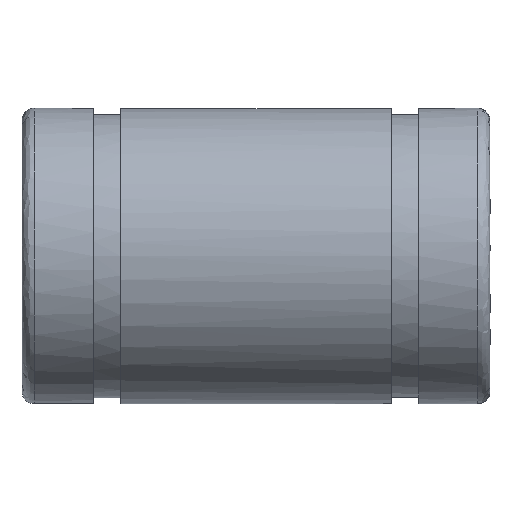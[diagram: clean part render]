
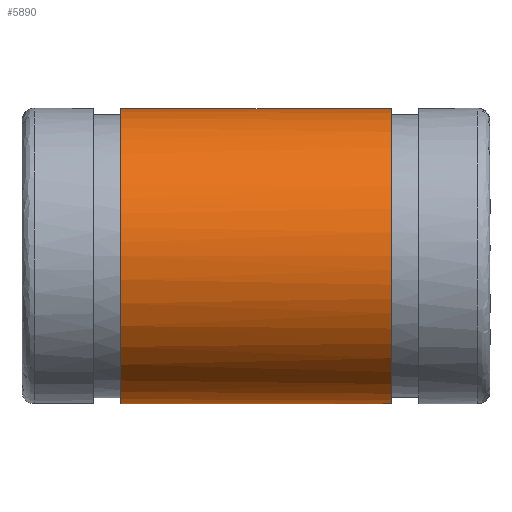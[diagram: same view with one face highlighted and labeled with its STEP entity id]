
A CAD part, front view. The second image highlights one B-rep face of the part: STEP entity #5890.
In plain terms, the highlighted free-form (B-spline) face has degree [3, 1] with [7, 2] control points.
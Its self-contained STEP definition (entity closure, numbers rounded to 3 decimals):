
#5150 = CARTESIAN_POINT ('', (4., -6., 0.));
#5160 = VERTEX_POINT ('', #5150);
#5170 = CARTESIAN_POINT ('', (4., 6., 0.));
#5180 = VERTEX_POINT ('', #5170);
#5190 = CARTESIAN_POINT ('', (4., -6., 0.));
#5200 = CARTESIAN_POINT ('', (4., -6., -12.));
#5210 = CARTESIAN_POINT ('', (4., 6., -12.));
#5220 = CARTESIAN_POINT ('', (4., 6., 0.));
#5230 = (
   BOUNDED_CURVE ()
   B_SPLINE_CURVE (3, (#5190, #5200, #5210, #5220), .UNSPECIFIED., .F., .U.)
   B_SPLINE_CURVE_WITH_KNOTS ((4, 4), (0., 1.), .UNSPECIFIED.)
   CURVE ()
   GEOMETRIC_REPRESENTATION_ITEM ()
   RATIONAL_B_SPLINE_CURVE ((1., 0.333, 0.333, 1.))
   REPRESENTATION_ITEM ('')
);
#5240 = EDGE_CURVE ('', #5160, #5180, #5230, .T.);
#5260 = CARTESIAN_POINT ('', (4., 6., 0.));
#5270 = CARTESIAN_POINT ('', (4., 6., 12.));
#5280 = CARTESIAN_POINT ('', (4., -6., 12.));
#5290 = CARTESIAN_POINT ('', (4., -6., 0.));
#5300 = (
   BOUNDED_CURVE ()
   B_SPLINE_CURVE (3, (#5260, #5270, #5280, #5290), .UNSPECIFIED., .F., .U.)
   B_SPLINE_CURVE_WITH_KNOTS ((4, 4), (0., 1.), .UNSPECIFIED.)
   CURVE ()
   GEOMETRIC_REPRESENTATION_ITEM ()
   RATIONAL_B_SPLINE_CURVE ((1., 0.333, 0.333, 1.))
   REPRESENTATION_ITEM ('')
);
#5310 = EDGE_CURVE ('', #5180, #5160, #5300, .T.);
#5460 = CARTESIAN_POINT ('', (15., -6., 0.));
#5470 = VERTEX_POINT ('', #5460);
#5480 = CARTESIAN_POINT ('', (15., 6., 0.));
#5490 = VERTEX_POINT ('', #5480);
#5500 = CARTESIAN_POINT ('', (15., -6., 0.));
#5510 = CARTESIAN_POINT ('', (15., -6., 12.));
#5520 = CARTESIAN_POINT ('', (15., 6., 12.));
#5530 = CARTESIAN_POINT ('', (15., 6., 0.));
#5540 = (
   BOUNDED_CURVE ()
   B_SPLINE_CURVE (3, (#5500, #5510, #5520, #5530), .UNSPECIFIED., .F., .U.)
   B_SPLINE_CURVE_WITH_KNOTS ((4, 4), (0., 1.), .UNSPECIFIED.)
   CURVE ()
   GEOMETRIC_REPRESENTATION_ITEM ()
   RATIONAL_B_SPLINE_CURVE ((1., 0.333, 0.333, 1.))
   REPRESENTATION_ITEM ('')
);
#5550 = EDGE_CURVE ('', #5470, #5490, #5540, .T.);
#5560 = ORIENTED_EDGE ('', *, *, #5550, .T.);
#5570 = CARTESIAN_POINT ('', (15., 6., 0.));
#5580 = CARTESIAN_POINT ('', (4., 6., 0.));
#5590 = B_SPLINE_CURVE_WITH_KNOTS ('', 1, (#5570, #5580), .UNSPECIFIED., .F., .U., (2, 2), (0., 1.), .UNSPECIFIED.);
#5600 = EDGE_CURVE ('', #5490, #5180, #5590, .T.);
#5610 = ORIENTED_EDGE ('', *, *, #5600, .T.);
#5620 = ORIENTED_EDGE ('', *, *, #5310, .T.);
#5630 = ORIENTED_EDGE ('', *, *, #5240, .T.);
#5640 = ORIENTED_EDGE ('', *, *, #5600, .F.);
#5650 = CARTESIAN_POINT ('', (15., 6., 0.));
#5660 = CARTESIAN_POINT ('', (15., 6., -12.));
#5670 = CARTESIAN_POINT ('', (15., -6., -12.));
#5680 = CARTESIAN_POINT ('', (15., -6., 0.));
#5690 = (
   BOUNDED_CURVE ()
   B_SPLINE_CURVE (3, (#5650, #5660, #5670, #5680), .UNSPECIFIED., .F., .U.)
   B_SPLINE_CURVE_WITH_KNOTS ((4, 4), (0., 1.), .UNSPECIFIED.)
   CURVE ()
   GEOMETRIC_REPRESENTATION_ITEM ()
   RATIONAL_B_SPLINE_CURVE ((1., 0.333, 0.333, 1.))
   REPRESENTATION_ITEM ('')
);
#5700 = EDGE_CURVE ('', #5490, #5470, #5690, .T.);
#5710 = ORIENTED_EDGE ('', *, *, #5700, .T.);
#5720 = EDGE_LOOP ('', (#5560, #5610, #5620, #5630, #5640, #5710));
#5730 = FACE_OUTER_BOUND ('', #5720, .T.);
#5740 = CARTESIAN_POINT ('', (2.9, 6., 0.));
#5750 = CARTESIAN_POINT ('', (16.1, 6., 0.));
#5760 = CARTESIAN_POINT ('', (2.9, 6., 12.));
#5770 = CARTESIAN_POINT ('', (16.1, 6., 12.));
#5780 = CARTESIAN_POINT ('', (2.9, -6., 12.));
#5790 = CARTESIAN_POINT ('', (16.1, -6., 12.));
#5800 = CARTESIAN_POINT ('', (2.9, -6., 0.));
#5810 = CARTESIAN_POINT ('', (16.1, -6., 0.));
#5820 = CARTESIAN_POINT ('', (2.9, -6., -12.));
#5830 = CARTESIAN_POINT ('', (16.1, -6., -12.));
#5840 = CARTESIAN_POINT ('', (2.9, 6., -12.));
#5850 = CARTESIAN_POINT ('', (16.1, 6., -12.));
#5860 = CARTESIAN_POINT ('', (2.9, 6., 0.));
#5870 = CARTESIAN_POINT ('', (16.1, 6., 0.));
#5880 = (
   BOUNDED_SURFACE ()
   B_SPLINE_SURFACE (3, 1, ((#5740, #5750), (#5760, #5770), (#5780, #5790), (#5800, #5810), (#5820, #5830), (#5840, #5850), (#5860, #5870)), .UNSPECIFIED., .T., .F., .U.)
   B_SPLINE_SURFACE_WITH_KNOTS ((4, 3, 4), (2, 2), (0., 0.5, 1.), (0., 1.), .UNSPECIFIED.)
   SURFACE ()
   GEOMETRIC_REPRESENTATION_ITEM ()
   RATIONAL_B_SPLINE_SURFACE (((1., 1.), (0.333, 0.333), (0.333, 0.333), (1., 1.), (0.333, 0.333), (0.333, 0.333), (1., 1.)))
   REPRESENTATION_ITEM ('')
);
#5890 = ADVANCED_FACE ('', (#5730), #5880, .T.);
